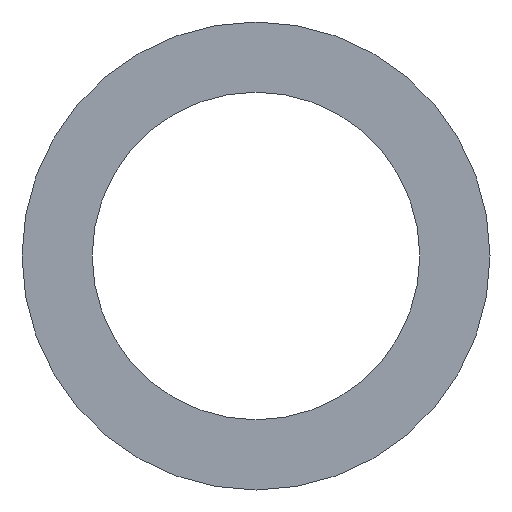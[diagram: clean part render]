
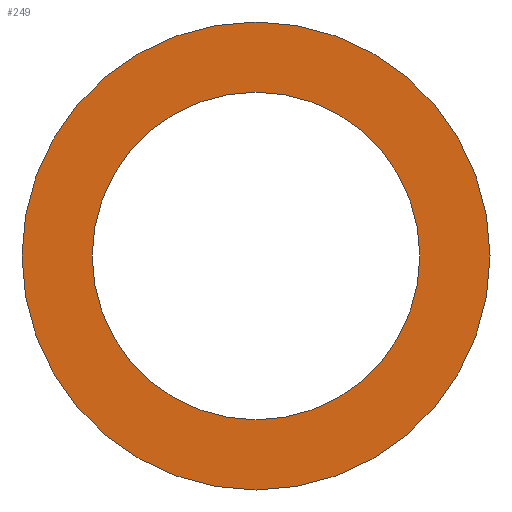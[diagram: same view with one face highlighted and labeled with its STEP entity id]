
A CAD part, front view. The second image highlights one B-rep face of the part: STEP entity #249.
In plain terms, the highlighted planar face has unit normal (0, -1, 0).
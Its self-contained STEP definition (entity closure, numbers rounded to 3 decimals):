
#2 = CIRCLE ( 'NONE', #154, 2.5 ) ;
#6 = ORIENTED_EDGE ( 'NONE', *, *, #231, .F. ) ;
#13 = CARTESIAN_POINT ( 'NONE',  ( -1.446, 0., -0.184 ) ) ;
#18 = ORIENTED_EDGE ( 'NONE', *, *, #109, .T. ) ;
#26 = VERTEX_POINT ( 'NONE', #169 ) ;
#32 = AXIS2_PLACEMENT_3D ( 'NONE', #13, #203, #174 ) ;
#33 = DIRECTION ( 'NONE',  ( 0., 0., 1. ) ) ;
#35 = DIRECTION ( 'NONE',  ( 0., 1., 0. ) ) ;
#37 = DIRECTION ( 'NONE',  ( 0., 0., 1. ) ) ;
#38 = CARTESIAN_POINT ( 'NONE',  ( -1.446, 0., -0.184 ) ) ;
#41 = FACE_BOUND ( 'NONE', #108, .T. ) ;
#49 = EDGE_LOOP ( 'NONE', ( #51, #6 ) ) ;
#51 = ORIENTED_EDGE ( 'NONE', *, *, #160, .F. ) ;
#60 = DIRECTION ( 'NONE',  ( 0., 0., 1. ) ) ;
#81 = CARTESIAN_POINT ( 'NONE',  ( -1.446, 0., -1.934 ) ) ;
#93 = CARTESIAN_POINT ( 'NONE',  ( -1.446, 0., -0.184 ) ) ;
#102 = EDGE_CURVE ( 'NONE', #212, #26, #184, .T. ) ;
#108 = EDGE_LOOP ( 'NONE', ( #230, #18 ) ) ;
#109 = EDGE_CURVE ( 'NONE', #26, #212, #206, .T. ) ;
#112 = VERTEX_POINT ( 'NONE', #168 ) ;
#115 = CARTESIAN_POINT ( 'NONE',  ( -1.446, 0., -0.184 ) ) ;
#118 = CARTESIAN_POINT ( 'NONE',  ( -1.446, 0., -2.684 ) ) ;
#131 = PLANE ( 'NONE',  #181 ) ;
#154 = AXIS2_PLACEMENT_3D ( 'NONE', #38, #240, #37 ) ;
#160 = EDGE_CURVE ( 'NONE', #245, #112, #163, .T. ) ;
#163 = CIRCLE ( 'NONE', #32, 2.5 ) ;
#168 = CARTESIAN_POINT ( 'NONE',  ( -1.446, 0., 2.316 ) ) ;
#169 = CARTESIAN_POINT ( 'NONE',  ( -1.446, 0., 1.566 ) ) ;
#172 = DIRECTION ( 'NONE',  ( 0., 0., 1. ) ) ;
#174 = DIRECTION ( 'NONE',  ( 0., 0., 1. ) ) ;
#181 = AXIS2_PLACEMENT_3D ( 'NONE', #201, #35, #172 ) ;
#184 = CIRCLE ( 'NONE', #223, 1.75 ) ;
#187 = FACE_OUTER_BOUND ( 'NONE', #49, .T. ) ;
#195 = DIRECTION ( 'NONE',  ( 0., 1., 0. ) ) ;
#196 = DIRECTION ( 'NONE',  ( 0., 1., 0. ) ) ;
#201 = CARTESIAN_POINT ( 'NONE',  ( -1.446, 0., -0.184 ) ) ;
#203 = DIRECTION ( 'NONE',  ( 0., 1., 0. ) ) ;
#206 = CIRCLE ( 'NONE', #247, 1.75 ) ;
#212 = VERTEX_POINT ( 'NONE', #81 ) ;
#223 = AXIS2_PLACEMENT_3D ( 'NONE', #115, #196, #33 ) ;
#230 = ORIENTED_EDGE ( 'NONE', *, *, #102, .T. ) ;
#231 = EDGE_CURVE ( 'NONE', #112, #245, #2, .T. ) ;
#240 = DIRECTION ( 'NONE',  ( 0., 1., 0. ) ) ;
#245 = VERTEX_POINT ( 'NONE', #118 ) ;
#247 = AXIS2_PLACEMENT_3D ( 'NONE', #93, #195, #60 ) ;
#249 = ADVANCED_FACE ( 'NONE', ( #187, #41 ), #131, .F. ) ;
